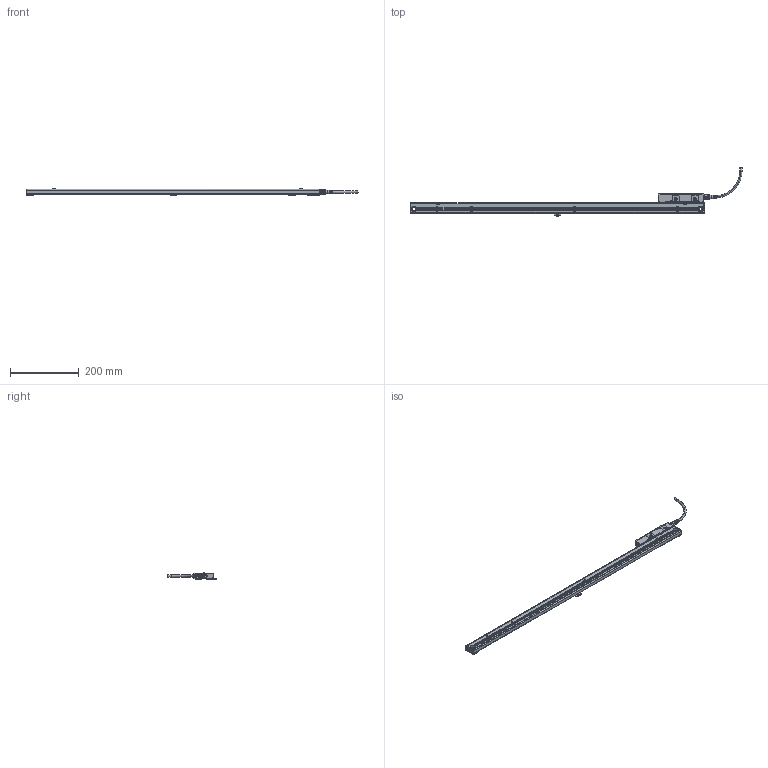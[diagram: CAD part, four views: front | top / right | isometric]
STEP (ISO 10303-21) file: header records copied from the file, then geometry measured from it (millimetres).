
FILE_DESCRIPTION(('CATIA V5 STEP'),'2;1');
FILE_NAME('SR27A-072-L.stp','2014-10-01T00:58:20+00:00',('none'),('none'),'CATIA Version 5 Release 19 SP 6 (IN-10)','CATIA V5 STEP AP214','none');
FILE_SCHEMA(('AUTOMOTIVE_DESIGN { 1 0 10303 214 1 1 1 1 }'));
Length unit declared in the file: millimetre
Products named in the file (1): SR27A-072-L
Bounding box: 966.9 x 141.2 x 17.85 mm (x, y, z)
Volume: 621.2 mm3; surface area: 131110.3 mm2
Topology: 52 solids, 54 shells, 2648 faces, 6992 edges, 4455 vertices
Faces by surface type: plane 1317, cylinder 990, cone 123, torus 120, bspline 72, sphere 26
Entity records: 80038 total; most frequent: CARTESIAN_POINT 20428, ORIENTED_EDGE 13900, DIRECTION 9460, EDGE_CURVE 6946, VERTEX_POINT 4455, VECTOR 4085, LINE 4085, AXIS2_PLACEMENT_3D 3805
